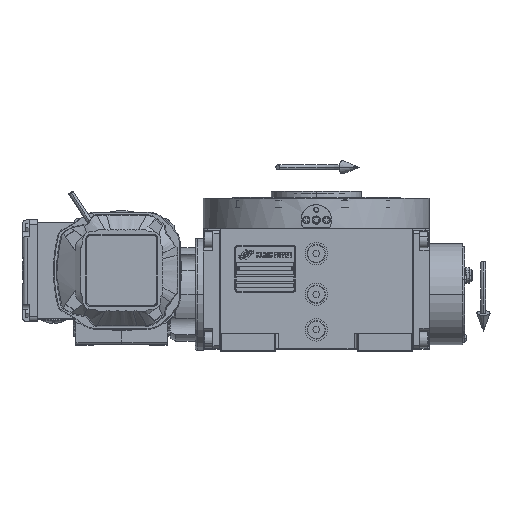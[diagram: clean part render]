
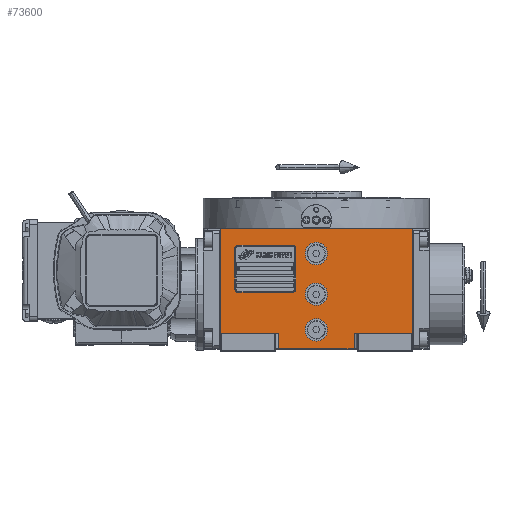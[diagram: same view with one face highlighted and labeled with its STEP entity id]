
A CAD part, top view. The second image highlights one B-rep face of the part: STEP entity #73600.
In plain terms, the highlighted planar face has unit normal (0, 0, 1).
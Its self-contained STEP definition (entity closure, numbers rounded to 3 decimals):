
#30 = EDGE_CURVE ( 'NONE', #76832, #61561, #30529, .T. ) ;
#50 = ORIENTED_EDGE ( 'NONE', *, *, #71606, .T. ) ;
#1219 = ORIENTED_EDGE ( 'NONE', *, *, #100028, .F. ) ;
#2807 = ORIENTED_EDGE ( 'NONE', *, *, #62893, .T. ) ;
#5244 = CARTESIAN_POINT ( 'NONE',  ( 0., -35., 163.5 ) ) ;
#5329 = EDGE_LOOP ( 'NONE', ( #52559, #1219 ) ) ;
#7463 = CARTESIAN_POINT ( 'NONE',  ( 37., -38.5, 163.5 ) ) ;
#9490 = CARTESIAN_POINT ( 'NONE',  ( -37., -53.5, 163.5 ) ) ;
#10752 = DIRECTION ( 'NONE',  ( 1., 0., 0. ) ) ;
#11007 = VERTEX_POINT ( 'NONE', #79757 ) ;
#11308 = DIRECTION ( 'NONE',  ( 1., 0., 0. ) ) ;
#12391 = LINE ( 'NONE', #132103, #114981 ) ;
#13457 = CARTESIAN_POINT ( 'NONE',  ( -11., -35., 163.5 ) ) ;
#14138 = EDGE_CURVE ( 'NONE', #85800, #60810, #34539, .T. ) ;
#14931 = AXIS2_PLACEMENT_3D ( 'NONE', #91958, #110698, #50533 ) ;
#16324 = DIRECTION ( 'NONE',  ( 0., -1., 0. ) ) ;
#19515 = LINE ( 'NONE', #9490, #98396 ) ;
#19643 = DIRECTION ( 'NONE',  ( 0., 1., 0. ) ) ;
#20601 = EDGE_LOOP ( 'NONE', ( #98830, #131257 ) ) ;
#21624 = ORIENTED_EDGE ( 'NONE', *, *, #59357, .T. ) ;
#22321 = CARTESIAN_POINT ( 'NONE',  ( 94.5, -38.5, 163.5 ) ) ;
#23319 = FACE_OUTER_BOUND ( 'NONE', #41512, .T. ) ;
#24017 = CARTESIAN_POINT ( 'NONE',  ( -37., -53.5, 163.5 ) ) ;
#25015 = LINE ( 'NONE', #95875, #101390 ) ;
#25542 = VERTEX_POINT ( 'NONE', #123215 ) ;
#26452 = CIRCLE ( 'NONE', #94650, 11. ) ;
#28001 = DIRECTION ( 'NONE',  ( 0., 0., 1. ) ) ;
#28263 = VECTOR ( 'NONE', #92027, 1000. ) ;
#28380 = LINE ( 'NONE', #102521, #65502 ) ;
#30334 = AXIS2_PLACEMENT_3D ( 'NONE', #110368, #102337, #10752 ) ;
#30529 = LINE ( 'NONE', #41920, #28263 ) ;
#31357 = FACE_BOUND ( 'NONE', #54941, .T. ) ;
#31897 = VECTOR ( 'NONE', #87033, 1000. ) ;
#32262 = VERTEX_POINT ( 'NONE', #13457 ) ;
#34539 = CIRCLE ( 'NONE', #30334, 11. ) ;
#34811 = ORIENTED_EDGE ( 'NONE', *, *, #121905, .T. ) ;
#37064 = VECTOR ( 'NONE', #57219, 1000. ) ;
#37385 = DIRECTION ( 'NONE',  ( 1., 0., 0. ) ) ;
#39341 = DIRECTION ( 'NONE',  ( -1., 0., 0. ) ) ;
#40259 = DIRECTION ( 'NONE',  ( 0., 1., 0. ) ) ;
#41512 = EDGE_LOOP ( 'NONE', ( #2807, #131684, #34811, #50, #123207, #98762, #21624, #66056 ) ) ;
#41920 = CARTESIAN_POINT ( 'NONE',  ( -94.5, 64.5, 163.5 ) ) ;
#43946 = AXIS2_PLACEMENT_3D ( 'NONE', #130937, #28001, #39341 ) ;
#44056 = DIRECTION ( 'NONE',  ( 0., 0., 1. ) ) ;
#46058 = DIRECTION ( 'NONE',  ( 0., 0., 1. ) ) ;
#48047 = CARTESIAN_POINT ( 'NONE',  ( 94.5, 64.5, 163.5 ) ) ;
#50533 = DIRECTION ( 'NONE',  ( 1., 0., 0. ) ) ;
#50957 = CARTESIAN_POINT ( 'NONE',  ( 0., -35., 163.5 ) ) ;
#51613 = CARTESIAN_POINT ( 'NONE',  ( -11., 40., 163.5 ) ) ;
#52559 = ORIENTED_EDGE ( 'NONE', *, *, #14138, .F. ) ;
#52940 = VERTEX_POINT ( 'NONE', #24017 ) ;
#54060 = PLANE ( 'NONE',  #67698 ) ;
#54566 = AXIS2_PLACEMENT_3D ( 'NONE', #50957, #91051, #90381 ) ;
#54941 = EDGE_LOOP ( 'NONE', ( #64910, #60763 ) ) ;
#56558 = CARTESIAN_POINT ( 'NONE',  ( 37., -53.5, 163.5 ) ) ;
#56990 = VECTOR ( 'NONE', #37385, 1000. ) ;
#57219 = DIRECTION ( 'NONE',  ( 1., 0., 0. ) ) ;
#58797 = CARTESIAN_POINT ( 'NONE',  ( 11., 40., 163.5 ) ) ;
#59328 = VERTEX_POINT ( 'NONE', #56558 ) ;
#59357 = EDGE_CURVE ( 'NONE', #88807, #70448, #78543, .T. ) ;
#60763 = ORIENTED_EDGE ( 'NONE', *, *, #70889, .F. ) ;
#60810 = VERTEX_POINT ( 'NONE', #51613 ) ;
#61561 = VERTEX_POINT ( 'NONE', #48047 ) ;
#61591 = AXIS2_PLACEMENT_3D ( 'NONE', #103006, #94954, #103658 ) ;
#62893 = EDGE_CURVE ( 'NONE', #52940, #59328, #120208, .T. ) ;
#63007 = CARTESIAN_POINT ( 'NONE',  ( -94.5, -38.5, 163.5 ) ) ;
#63207 = CIRCLE ( 'NONE', #43946, 11. ) ;
#64910 = ORIENTED_EDGE ( 'NONE', *, *, #76638, .F. ) ;
#65502 = VECTOR ( 'NONE', #19643, 1000. ) ;
#66056 = ORIENTED_EDGE ( 'NONE', *, *, #79200, .F. ) ;
#67698 = AXIS2_PLACEMENT_3D ( 'NONE', #102893, #44056, #11308 ) ;
#68937 = LINE ( 'NONE', #7463, #31897 ) ;
#70093 = EDGE_CURVE ( 'NONE', #128112, #59328, #25015, .T. ) ;
#70207 = CARTESIAN_POINT ( 'NONE',  ( -37., -38.5, 163.5 ) ) ;
#70448 = VERTEX_POINT ( 'NONE', #70207 ) ;
#70889 = EDGE_CURVE ( 'NONE', #92590, #11007, #63207, .T. ) ;
#71606 = EDGE_CURVE ( 'NONE', #111129, #61561, #28380, .T. ) ;
#73600 = ADVANCED_FACE ( 'NONE', ( #31357, #114896, #112913, #23319 ), #54060, .T. ) ;
#76638 = EDGE_CURVE ( 'NONE', #11007, #92590, #89588, .T. ) ;
#76832 = VERTEX_POINT ( 'NONE', #110360 ) ;
#77235 = CARTESIAN_POINT ( 'NONE',  ( -94.5, -38.5, 163.5 ) ) ;
#78543 = LINE ( 'NONE', #77235, #37064 ) ;
#79200 = EDGE_CURVE ( 'NONE', #52940, #70448, #19515, .T. ) ;
#79757 = CARTESIAN_POINT ( 'NONE',  ( 11., 0., 163.5 ) ) ;
#85453 = DIRECTION ( 'NONE',  ( -1., 0., 0. ) ) ;
#85800 = VERTEX_POINT ( 'NONE', #58797 ) ;
#87033 = DIRECTION ( 'NONE',  ( 1., 0., 0. ) ) ;
#88152 = CARTESIAN_POINT ( 'NONE',  ( -37., -53.5, 163.5 ) ) ;
#88807 = VERTEX_POINT ( 'NONE', #63007 ) ;
#89588 = CIRCLE ( 'NONE', #14931, 11. ) ;
#90119 = EDGE_CURVE ( 'NONE', #88807, #76832, #12391, .T. ) ;
#90381 = DIRECTION ( 'NONE',  ( 1., 0., 0. ) ) ;
#91051 = DIRECTION ( 'NONE',  ( 0., 0., 1. ) ) ;
#91958 = CARTESIAN_POINT ( 'NONE',  ( 0., 0., 163.5 ) ) ;
#92027 = DIRECTION ( 'NONE',  ( 1., 0., 0. ) ) ;
#92590 = VERTEX_POINT ( 'NONE', #123414 ) ;
#94650 = AXIS2_PLACEMENT_3D ( 'NONE', #5244, #46058, #85453 ) ;
#94954 = DIRECTION ( 'NONE',  ( 0., 0., 1. ) ) ;
#95875 = CARTESIAN_POINT ( 'NONE',  ( 37., -38.5, 163.5 ) ) ;
#98396 = VECTOR ( 'NONE', #40259, 1000. ) ;
#98762 = ORIENTED_EDGE ( 'NONE', *, *, #90119, .F. ) ;
#98830 = ORIENTED_EDGE ( 'NONE', *, *, #131188, .F. ) ;
#99950 = CIRCLE ( 'NONE', #61591, 11. ) ;
#100028 = EDGE_CURVE ( 'NONE', #60810, #85800, #99950, .T. ) ;
#101390 = VECTOR ( 'NONE', #16324, 1000. ) ;
#102337 = DIRECTION ( 'NONE',  ( 0., 0., 1. ) ) ;
#102521 = CARTESIAN_POINT ( 'NONE',  ( 94.5, -38.5, 163.5 ) ) ;
#102893 = CARTESIAN_POINT ( 'NONE',  ( -94.5, -53.5, 163.5 ) ) ;
#103006 = CARTESIAN_POINT ( 'NONE',  ( 0., 40., 163.5 ) ) ;
#103658 = DIRECTION ( 'NONE',  ( -1., 0., 0. ) ) ;
#110360 = CARTESIAN_POINT ( 'NONE',  ( -94.5, 64.5, 163.5 ) ) ;
#110368 = CARTESIAN_POINT ( 'NONE',  ( 0., 40., 163.5 ) ) ;
#110698 = DIRECTION ( 'NONE',  ( 0., 0., 1. ) ) ;
#111129 = VERTEX_POINT ( 'NONE', #22321 ) ;
#112913 = FACE_BOUND ( 'NONE', #5329, .T. ) ;
#113989 = DIRECTION ( 'NONE',  ( 0., 1., 0. ) ) ;
#114896 = FACE_BOUND ( 'NONE', #20601, .T. ) ;
#114981 = VECTOR ( 'NONE', #113989, 1000. ) ;
#116182 = CARTESIAN_POINT ( 'NONE',  ( 37., -38.5, 163.5 ) ) ;
#117382 = EDGE_CURVE ( 'NONE', #32262, #25542, #26452, .T. ) ;
#120208 = LINE ( 'NONE', #88152, #56990 ) ;
#121905 = EDGE_CURVE ( 'NONE', #128112, #111129, #68937, .T. ) ;
#123207 = ORIENTED_EDGE ( 'NONE', *, *, #30, .F. ) ;
#123215 = CARTESIAN_POINT ( 'NONE',  ( 11., -35., 163.5 ) ) ;
#123414 = CARTESIAN_POINT ( 'NONE',  ( -11., 0., 163.5 ) ) ;
#124986 = CIRCLE ( 'NONE', #54566, 11. ) ;
#128112 = VERTEX_POINT ( 'NONE', #116182 ) ;
#130937 = CARTESIAN_POINT ( 'NONE',  ( 0., 0., 163.5 ) ) ;
#131188 = EDGE_CURVE ( 'NONE', #25542, #32262, #124986, .T. ) ;
#131257 = ORIENTED_EDGE ( 'NONE', *, *, #117382, .F. ) ;
#131684 = ORIENTED_EDGE ( 'NONE', *, *, #70093, .F. ) ;
#132103 = CARTESIAN_POINT ( 'NONE',  ( -94.5, -38.5, 163.5 ) ) ;
